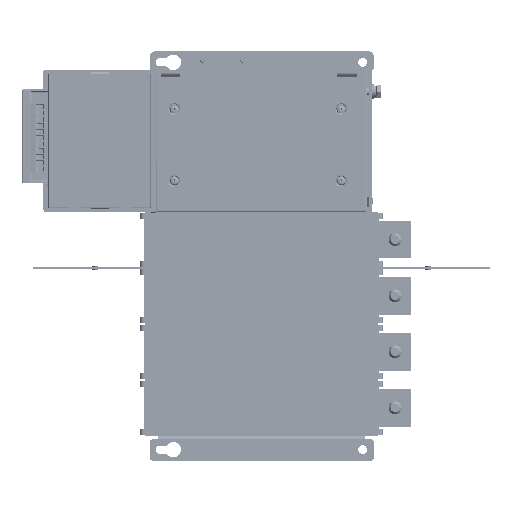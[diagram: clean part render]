
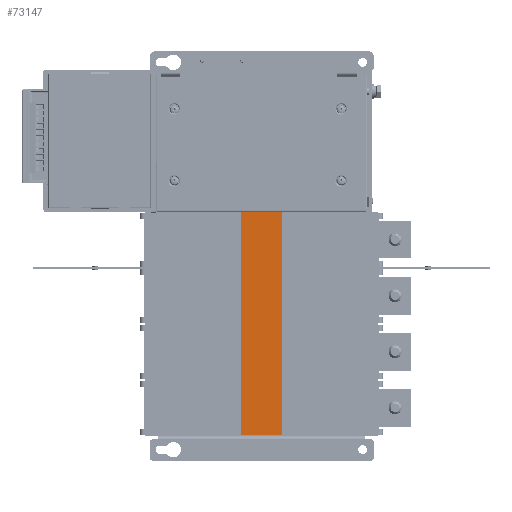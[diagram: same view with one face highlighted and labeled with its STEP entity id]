
A CAD part, front view. The second image highlights one B-rep face of the part: STEP entity #73147.
In plain terms, the highlighted planar face has unit normal (0, -1, 0).
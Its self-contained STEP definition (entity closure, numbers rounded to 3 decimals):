
#16512 = EDGE_LOOP ( 'NONE', ( #184647, #39692, #157346, #55654 ) ) ;
#22481 = CARTESIAN_POINT ( 'NONE',  ( -16.75, 0., -144. ) ) ;
#24242 = VERTEX_POINT ( 'NONE', #167987 ) ;
#26561 = LINE ( 'NONE', #186002, #118207 ) ;
#32734 = DIRECTION ( 'NONE',  ( -1., 0., 0. ) ) ;
#33960 = VERTEX_POINT ( 'NONE', #172278 ) ;
#39692 = ORIENTED_EDGE ( 'NONE', *, *, #72991, .T. ) ;
#55654 = ORIENTED_EDGE ( 'NONE', *, *, #97913, .T. ) ;
#55678 = DIRECTION ( 'NONE',  ( 0., 0., 1. ) ) ;
#57020 = CARTESIAN_POINT ( 'NONE',  ( -16.75, 0., 35. ) ) ;
#58413 = CARTESIAN_POINT ( 'NONE',  ( -16.75, 0., 35. ) ) ;
#58733 = VERTEX_POINT ( 'NONE', #195759 ) ;
#69604 = EDGE_CURVE ( 'NONE', #58733, #33960, #110587, .T. ) ;
#72991 = EDGE_CURVE ( 'NONE', #33960, #108790, #187436, .T. ) ;
#73147 = ADVANCED_FACE ( 'NONE', ( #98330 ), #100232, .T. ) ;
#74341 = DIRECTION ( 'NONE',  ( 0., 0., -1. ) ) ;
#87772 = DIRECTION ( 'NONE',  ( 1., 0., 0. ) ) ;
#97913 = EDGE_CURVE ( 'NONE', #24242, #58733, #137656, .T. ) ;
#98330 = FACE_OUTER_BOUND ( 'NONE', #16512, .T. ) ;
#100232 = PLANE ( 'NONE',  #164747 ) ;
#108120 = VECTOR ( 'NONE', #55678, 1000. ) ;
#108790 = VERTEX_POINT ( 'NONE', #57020 ) ;
#110587 = LINE ( 'NONE', #203482, #108120 ) ;
#112197 = EDGE_CURVE ( 'NONE', #108790, #24242, #26561, .T. ) ;
#118207 = VECTOR ( 'NONE', #74341, 1000. ) ;
#123820 = VECTOR ( 'NONE', #32734, 1000. ) ;
#137656 = LINE ( 'NONE', #22481, #168233 ) ;
#157346 = ORIENTED_EDGE ( 'NONE', *, *, #112197, .T. ) ;
#162828 = DIRECTION ( 'NONE',  ( 0., -1., 0. ) ) ;
#164747 = AXIS2_PLACEMENT_3D ( 'NONE', #197610, #162828, #198293 ) ;
#167987 = CARTESIAN_POINT ( 'NONE',  ( -16.75, 0., -144. ) ) ;
#168233 = VECTOR ( 'NONE', #87772, 1000. ) ;
#172278 = CARTESIAN_POINT ( 'NONE',  ( 16.75, 0., 35. ) ) ;
#184647 = ORIENTED_EDGE ( 'NONE', *, *, #69604, .T. ) ;
#186002 = CARTESIAN_POINT ( 'NONE',  ( -16.75, 0., -120. ) ) ;
#187436 = LINE ( 'NONE', #58413, #123820 ) ;
#195759 = CARTESIAN_POINT ( 'NONE',  ( 16.75, 0., -144. ) ) ;
#197610 = CARTESIAN_POINT ( 'NONE',  ( -16.75, 0., -120. ) ) ;
#198293 = DIRECTION ( 'NONE',  ( 0., 0., -1. ) ) ;
#203482 = CARTESIAN_POINT ( 'NONE',  ( 16.75, 0., -120. ) ) ;
